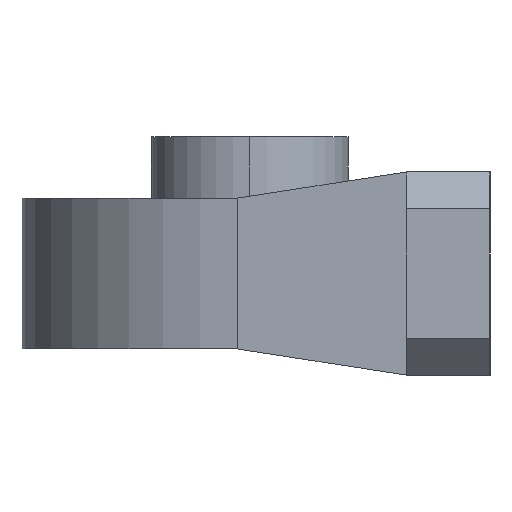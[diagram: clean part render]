
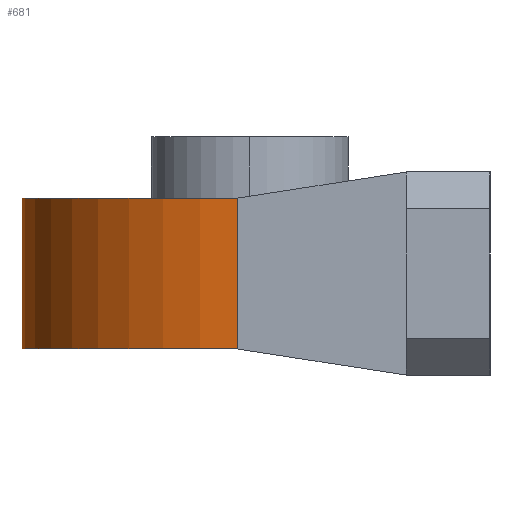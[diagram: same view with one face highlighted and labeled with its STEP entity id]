
A CAD part, left-side view. The second image highlights one B-rep face of the part: STEP entity #681.
In plain terms, the highlighted cylindrical face has radius 18.5 mm (diameter 37 mm), a partial arc.
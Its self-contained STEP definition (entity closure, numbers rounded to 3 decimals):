
#94 = AXIS2_PLACEMENT_3D ( 'NONE', #853, #1440, #865 ) ;
#167 = DIRECTION ( 'NONE',  ( 0., 0., -1. ) ) ;
#247 = CYLINDRICAL_SURFACE ( 'NONE', #94, 18.5 ) ;
#259 = FACE_OUTER_BOUND ( 'NONE', #918, .T. ) ;
#260 = DIRECTION ( 'NONE',  ( 0., 0., -1. ) ) ;
#267 = VERTEX_POINT ( 'NONE', #1498 ) ;
#446 = VECTOR ( 'NONE', #1862, 1000. ) ;
#504 = AXIS2_PLACEMENT_3D ( 'NONE', #1297, #1288, #977 ) ;
#529 = VERTEX_POINT ( 'NONE', #1436 ) ;
#570 = EDGE_CURVE ( 'NONE', #529, #1111, #628, .T. ) ;
#628 = CIRCLE ( 'NONE', #504, 18.5 ) ;
#645 = EDGE_CURVE ( 'NONE', #267, #1111, #1017, .T. ) ;
#681 = ADVANCED_FACE ( 'NONE', ( #259 ), #247, .T. ) ;
#690 = CARTESIAN_POINT ( 'NONE',  ( 18.474, 20.48, 6.125 ) ) ;
#694 = ORIENTED_EDGE ( 'NONE', *, *, #570, .T. ) ;
#730 = CIRCLE ( 'NONE', #1708, 18.5 ) ;
#747 = CARTESIAN_POINT ( 'NONE',  ( 18.474, 20.48, 8.25 ) ) ;
#834 = CARTESIAN_POINT ( 'NONE',  ( 0., 19.5, 6.125 ) ) ;
#853 = CARTESIAN_POINT ( 'NONE',  ( 0., 19.5, 8.25 ) ) ;
#865 = DIRECTION ( 'NONE',  ( -1., 0., 0. ) ) ;
#918 = EDGE_LOOP ( 'NONE', ( #1635, #1361, #936, #694 ) ) ;
#936 = ORIENTED_EDGE ( 'NONE', *, *, #987, .T. ) ;
#977 = DIRECTION ( 'NONE',  ( 1., 0., 0. ) ) ;
#987 = EDGE_CURVE ( 'NONE', #1629, #529, #1215, .T. ) ;
#1017 = LINE ( 'NONE', #1593, #446 ) ;
#1111 = VERTEX_POINT ( 'NONE', #1524 ) ;
#1215 = LINE ( 'NONE', #747, #1655 ) ;
#1288 = DIRECTION ( 'NONE',  ( 0., 0., 1. ) ) ;
#1297 = CARTESIAN_POINT ( 'NONE',  ( 0., 19.5, -6.125 ) ) ;
#1361 = ORIENTED_EDGE ( 'NONE', *, *, #1672, .T. ) ;
#1436 = CARTESIAN_POINT ( 'NONE',  ( 18.474, 20.48, -6.125 ) ) ;
#1440 = DIRECTION ( 'NONE',  ( 0., 0., -1. ) ) ;
#1498 = CARTESIAN_POINT ( 'NONE',  ( -18.474, 20.48, 6.125 ) ) ;
#1524 = CARTESIAN_POINT ( 'NONE',  ( -18.474, 20.48, -6.125 ) ) ;
#1593 = CARTESIAN_POINT ( 'NONE',  ( -18.474, 20.48, 8.25 ) ) ;
#1629 = VERTEX_POINT ( 'NONE', #690 ) ;
#1635 = ORIENTED_EDGE ( 'NONE', *, *, #645, .F. ) ;
#1655 = VECTOR ( 'NONE', #167, 1000. ) ;
#1672 = EDGE_CURVE ( 'NONE', #267, #1629, #730, .T. ) ;
#1708 = AXIS2_PLACEMENT_3D ( 'NONE', #834, #260, #1735 ) ;
#1735 = DIRECTION ( 'NONE',  ( -1., 0., 0. ) ) ;
#1862 = DIRECTION ( 'NONE',  ( 0., 0., -1. ) ) ;
